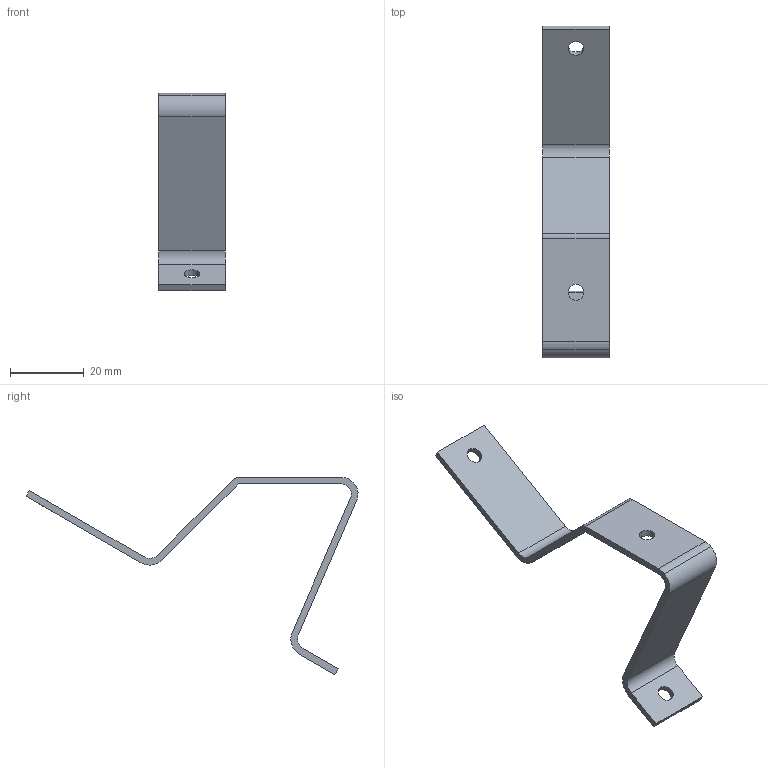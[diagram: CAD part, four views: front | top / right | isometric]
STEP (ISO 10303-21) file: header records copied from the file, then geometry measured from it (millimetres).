
FILE_DESCRIPTION(('CATIA V5 STEP Exchange','CAx-IF Rec.Pracs.--- Model Styling and Organization---1.4--- 2014-01-23'),'2;1');
FILE_NAME ('017062-2_2', '2023-09-12T10:24:48+00:00', ('none'), ('Weidmueller'), 'CATIA Version 5-6 Release 2016 SP3 HF44', 'CATIA V5 STEP AP214', 'none');
FILE_SCHEMA(('AUTOMOTIVE_DESIGN { 1 0 10303 214 1 1 1 1 }'));
Length unit declared in the file: millimetre
Products named in the file (1): 1610110000
Bounding box: 18 x 90.32 x 53.67 mm (x, y, z)
Volume: 5199.2 mm3; surface area: 6501.1 mm2
Topology: 1 solids, 1 shells, 29 faces, 81 edges, 54 vertices
Faces by surface type: cylinder 15, plane 14
Entity records: 948 total; most frequent: CARTESIAN_POINT 165, ORIENTED_EDGE 162, DIRECTION 139, EDGE_CURVE 81, AXIS2_PLACEMENT_3D 60, VERTEX_POINT 54, VECTOR 51, LINE 51
